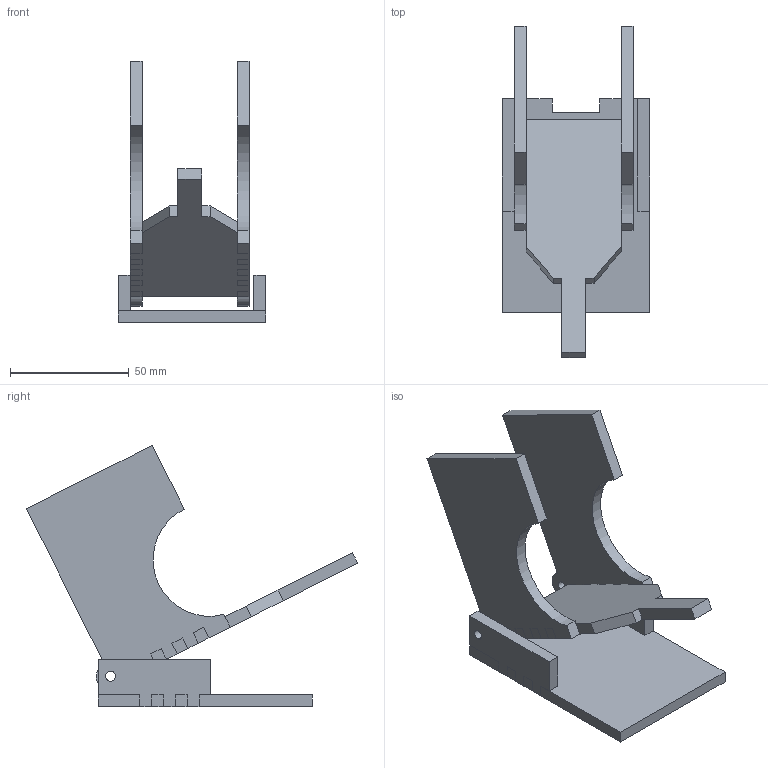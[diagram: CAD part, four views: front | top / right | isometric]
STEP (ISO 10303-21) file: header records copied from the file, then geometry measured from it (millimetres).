
FILE_DESCRIPTION (( 'STEP AP203' ), '1' );
FILE_NAME ('Catapulte.STEP', '2018-04-10T17:35:50', ( '' ), ( '' ), 'SwSTEP 2.0', 'SolidWorks 2017', '' );
FILE_SCHEMA (( 'CONFIG_CONTROL_DESIGN' ));
Length unit declared in the file: millimetre
Products named in the file (5): Catapulte_Lanceur; Catapulte_Support_Accroche; Catapulte; Catapulte_Accroche_Lanceur; Catapulte_Support
Assembly tree (6 placements, depth 2):
  Catapulte
    Catapulte_Lanceur
    Catapulte_Support
    Catapulte_Support_Accroche  x2
    Catapulte_Accroche_Lanceur  x2
Bounding box: 62 x 139.44 x 109.93 mm (x, y, z)
Volume: 90750.6 mm3; surface area: 45328.8 mm2
Topology: 6 solids, 6 shells, 174 faces, 486 edges, 324 vertices
Faces by surface type: plane 160, cylinder 14
Entity records: 4587 total; most frequent: CARTESIAN_POINT 725, ORIENTED_EDGE 708, DIRECTION 638, EDGE_CURVE 354, VECTOR 340, LINE 340, VERTEX_POINT 236, AXIS2_PLACEMENT_3D 149
